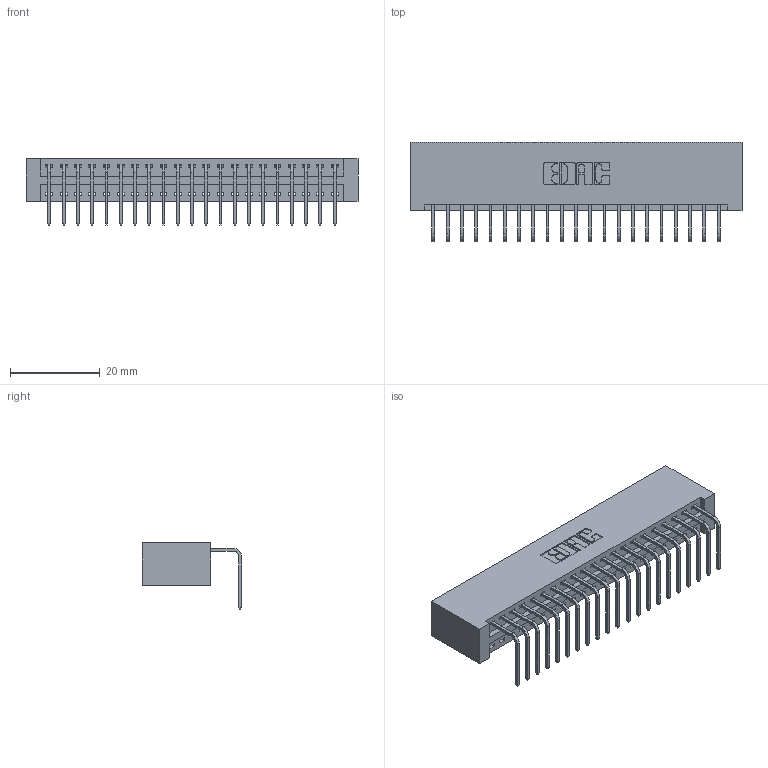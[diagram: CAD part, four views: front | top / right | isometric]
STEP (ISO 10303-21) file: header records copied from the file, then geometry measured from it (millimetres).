
FILE_DESCRIPTION (( 'STEP AP203' ), '1' );
FILE_NAME ('346-021-558-101.STEP', '2022-05-05T18:30:21', ( '' ), ( '' ), 'SwSTEP 2.0', 'SolidWorks 2020', '' );
FILE_SCHEMA (( 'CONFIG_CONTROL_DESIGN' ));
Length unit declared in the file: inch
Products named in the file (3): 345-292-001_558 Tail - 2; 346-021-558-101; 346 Part_No Mounting Lugs
Assembly tree (22 placements, depth 2):
  346-021-558-101
    346 Part_No Mounting Lugs
    345-292-001_558 Tail - 2  x21
Bounding box: 73.91 x 22.16 x 14.73 mm (x, y, z)
Volume: 7549.9 mm3; surface area: 9702.3 mm2
Topology: 22 solids, 22 shells, 1374 faces, 4127 edges, 2722 vertices
Faces by surface type: plane 954, cylinder 420
Entity records: 15667 total; most frequent: CARTESIAN_POINT 2699, ORIENTED_EDGE 2654, DIRECTION 2401, EDGE_CURVE 1327, VECTOR 1119, LINE 1119, VERTEX_POINT 882, AXIS2_PLACEMENT_3D 641
